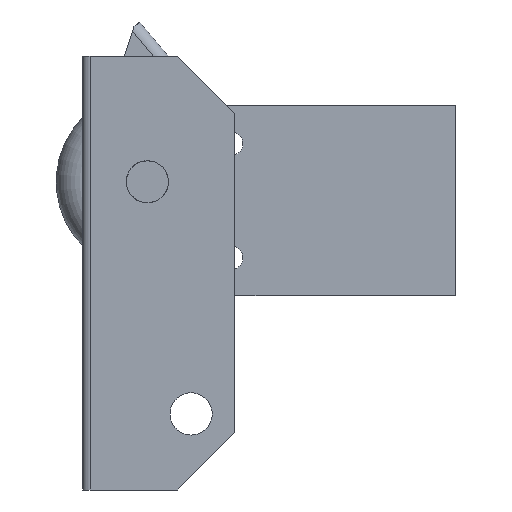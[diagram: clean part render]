
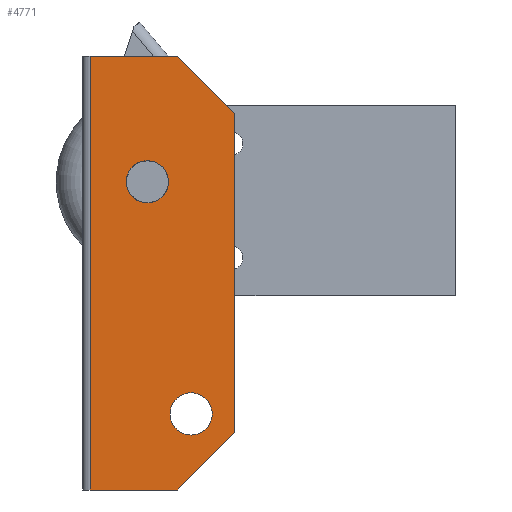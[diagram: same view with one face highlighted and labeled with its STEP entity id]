
A CAD part, front view. The second image highlights one B-rep face of the part: STEP entity #4771.
In plain terms, the highlighted planar face has unit normal (0, -1, 0).
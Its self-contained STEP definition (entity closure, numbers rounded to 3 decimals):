
#74=FACE_BOUND('',#1353,.T.);
#75=FACE_BOUND('',#1354,.T.);
#355=LINE('',#7931,#693);
#361=LINE('',#7942,#699);
#366=LINE('',#7957,#704);
#368=LINE('',#7961,#706);
#369=LINE('',#7963,#707);
#370=LINE('',#7964,#708);
#693=VECTOR('',#6567,10.);
#699=VECTOR('',#6575,10.);
#704=VECTOR('',#6588,10.);
#706=VECTOR('',#6592,10.);
#707=VECTOR('',#6593,10.);
#708=VECTOR('',#6594,10.);
#1067=FACE_OUTER_BOUND('',#1352,.T.);
#1352=EDGE_LOOP('',(#3943,#3944,#3945,#3946,#3947,#3948));
#1353=EDGE_LOOP('',(#3949));
#1354=EDGE_LOOP('',(#3950));
#1722=CIRCLE('',#5301,5.55);
#1723=CIRCLE('',#5302,5.55);
#2123=VERTEX_POINT('',#7929);
#2124=VERTEX_POINT('',#7930);
#2128=VERTEX_POINT('',#7940);
#2134=VERTEX_POINT('',#7956);
#2135=VERTEX_POINT('',#7960);
#2136=VERTEX_POINT('',#7962);
#2137=VERTEX_POINT('',#7965);
#2138=VERTEX_POINT('',#7967);
#2747=EDGE_CURVE('',#2123,#2124,#355,.T.);
#2753=EDGE_CURVE('',#2123,#2128,#361,.T.);
#2760=EDGE_CURVE('',#2134,#2128,#366,.T.);
#2762=EDGE_CURVE('',#2134,#2135,#368,.T.);
#2763=EDGE_CURVE('',#2136,#2135,#369,.T.);
#2764=EDGE_CURVE('',#2124,#2136,#370,.T.);
#2765=EDGE_CURVE('',#2137,#2137,#1722,.T.);
#2766=EDGE_CURVE('',#2138,#2138,#1723,.T.);
#3943=ORIENTED_EDGE('',*,*,#2747,.F.);
#3944=ORIENTED_EDGE('',*,*,#2753,.T.);
#3945=ORIENTED_EDGE('',*,*,#2760,.F.);
#3946=ORIENTED_EDGE('',*,*,#2762,.T.);
#3947=ORIENTED_EDGE('',*,*,#2763,.F.);
#3948=ORIENTED_EDGE('',*,*,#2764,.F.);
#3949=ORIENTED_EDGE('',*,*,#2765,.T.);
#3950=ORIENTED_EDGE('',*,*,#2766,.T.);
#4326=PLANE('',#5300);
#4771=ADVANCED_FACE('',(#1067,#74,#75),#4326,.T.);
#5300=AXIS2_PLACEMENT_3D('',#7959,#6590,#6591);
#5301=AXIS2_PLACEMENT_3D('',#7966,#6595,#6596);
#5302=AXIS2_PLACEMENT_3D('',#7968,#6597,#6598);
#6567=DIRECTION('',(-0.707,0.,-0.707));
#6575=DIRECTION('',(0.,0.,1.));
#6588=DIRECTION('',(0.707,0.,-0.707));
#6590=DIRECTION('center_axis',(0.,-1.,0.));
#6591=DIRECTION('ref_axis',(0.,0.,-1.));
#6592=DIRECTION('',(-1.,0.,0.));
#6593=DIRECTION('',(0.,0.,1.));
#6594=DIRECTION('',(-1.,0.,0.));
#6595=DIRECTION('center_axis',(0.,1.,0.));
#6596=DIRECTION('ref_axis',(0.,0.,-1.));
#6597=DIRECTION('center_axis',(0.,1.,0.));
#6598=DIRECTION('ref_axis',(0.,0.,-1.));
#7929=CARTESIAN_POINT('',(40.,0.,-99.));
#7930=CARTESIAN_POINT('',(25.,0.,-114.));
#7931=CARTESIAN_POINT('',(32.5,0.,-106.5));
#7940=CARTESIAN_POINT('',(40.,0.,-15.));
#7942=CARTESIAN_POINT('',(40.,0.,-114.));
#7956=CARTESIAN_POINT('',(25.,0.,0.));
#7957=CARTESIAN_POINT('',(61.,0.,-36.));
#7959=CARTESIAN_POINT('Origin',(40.,0.,-114.));
#7960=CARTESIAN_POINT('',(2.,0.,0.));
#7961=CARTESIAN_POINT('',(40.,0.,0.));
#7962=CARTESIAN_POINT('',(2.,0.,-114.));
#7963=CARTESIAN_POINT('',(2.,0.,-114.));
#7964=CARTESIAN_POINT('',(40.,0.,-114.));
#7965=CARTESIAN_POINT('',(28.5,0.,-99.55));
#7966=CARTESIAN_POINT('Origin',(28.5,0.,-94.));
#7967=CARTESIAN_POINT('',(17.,0.,-38.55));
#7968=CARTESIAN_POINT('Origin',(17.,0.,-33.));
